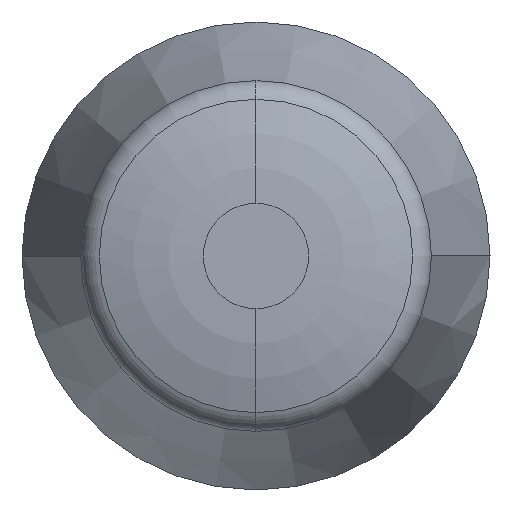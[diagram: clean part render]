
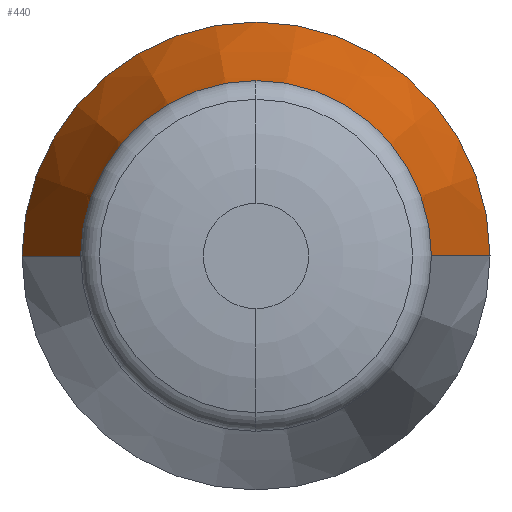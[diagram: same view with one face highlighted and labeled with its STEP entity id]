
A CAD part, front view. The second image highlights one B-rep face of the part: STEP entity #440.
In plain terms, the highlighted conical face has half-angle 15 degrees and reference radius 2.095 mm.
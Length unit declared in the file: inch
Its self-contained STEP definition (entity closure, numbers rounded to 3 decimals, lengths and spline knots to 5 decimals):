
#7 = ORIENTED_EDGE ( 'NONE', *, *, #55, .T. ) ;
#17 = CONICAL_SURFACE ( 'NONE', #101, 0.0825, 0.262 ) ;
#55 = EDGE_CURVE ( 'NONE', #390, #200, #438, .T. ) ;
#60 = DIRECTION ( 'NONE',  ( 0., 1., 0. ) ) ;
#81 = FACE_OUTER_BOUND ( 'NONE', #153, .T. ) ;
#101 = AXIS2_PLACEMENT_3D ( 'NONE', #127, #575, #408 ) ;
#102 = VERTEX_POINT ( 'NONE', #118 ) ;
#118 = CARTESIAN_POINT ( 'NONE',  ( -0.0825, 0.59139, 0. ) ) ;
#125 = CIRCLE ( 'NONE', #276, 0.125 ) ;
#127 = CARTESIAN_POINT ( 'NONE',  ( 0., 0.59139, 0. ) ) ;
#153 = EDGE_LOOP ( 'NONE', ( #320, #7, #316, #233 ) ) ;
#169 = DIRECTION ( 'NONE',  ( 0., 1., 0. ) ) ;
#200 = VERTEX_POINT ( 'NONE', #470 ) ;
#209 = CARTESIAN_POINT ( 'NONE',  ( -0.125, 0.75, 0. ) ) ;
#210 = EDGE_CURVE ( 'NONE', #379, #200, #125, .T. ) ;
#217 = CARTESIAN_POINT ( 'NONE',  ( 0.0825, 0.59139, 0. ) ) ;
#233 = ORIENTED_EDGE ( 'NONE', *, *, #374, .F. ) ;
#237 = VECTOR ( 'NONE', #484, 39.37008 ) ;
#241 = VECTOR ( 'NONE', #482, 39.37008 ) ;
#257 = CARTESIAN_POINT ( 'NONE',  ( 0.0825, 0.59139, 0. ) ) ;
#270 = AXIS2_PLACEMENT_3D ( 'NONE', #571, #169, #356 ) ;
#276 = AXIS2_PLACEMENT_3D ( 'NONE', #375, #60, #541 ) ;
#316 = ORIENTED_EDGE ( 'NONE', *, *, #210, .F. ) ;
#320 = ORIENTED_EDGE ( 'NONE', *, *, #415, .T. ) ;
#348 = CARTESIAN_POINT ( 'NONE',  ( -0.0825, 0.59139, 0. ) ) ;
#356 = DIRECTION ( 'NONE',  ( -1., 0., 0. ) ) ;
#357 = CIRCLE ( 'NONE', #270, 0.0825 ) ;
#374 = EDGE_CURVE ( 'NONE', #102, #379, #524, .T. ) ;
#375 = CARTESIAN_POINT ( 'NONE',  ( 0., 0.75, 0. ) ) ;
#379 = VERTEX_POINT ( 'NONE', #209 ) ;
#390 = VERTEX_POINT ( 'NONE', #257 ) ;
#408 = DIRECTION ( 'NONE',  ( -1., 0., 0. ) ) ;
#415 = EDGE_CURVE ( 'NONE', #102, #390, #357, .T. ) ;
#438 = LINE ( 'NONE', #217, #241 ) ;
#440 = ADVANCED_FACE ( 'NONE', ( #81 ), #17, .T. ) ;
#470 = CARTESIAN_POINT ( 'NONE',  ( 0.125, 0.75, 0. ) ) ;
#482 = DIRECTION ( 'NONE',  ( 0.259, 0.966, 0. ) ) ;
#484 = DIRECTION ( 'NONE',  ( -0.259, 0.966, 0. ) ) ;
#524 = LINE ( 'NONE', #348, #237 ) ;
#541 = DIRECTION ( 'NONE',  ( -1., 0., 0. ) ) ;
#571 = CARTESIAN_POINT ( 'NONE',  ( 0., 0.59139, 0. ) ) ;
#575 = DIRECTION ( 'NONE',  ( 0., 1., 0. ) ) ;
